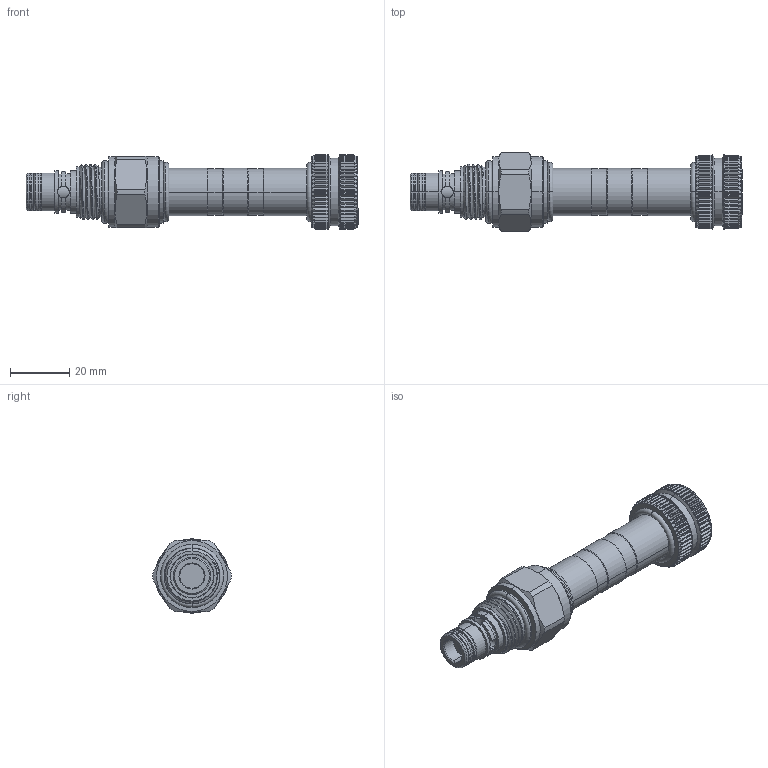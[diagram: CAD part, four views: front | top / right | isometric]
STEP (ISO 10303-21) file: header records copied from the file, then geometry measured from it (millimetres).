
FILE_DESCRIPTION (( 'STEP AP203' ), '1' );
FILE_NAME ('EP08W2C51N04.STEP', '2020-03-31T03:09:25', ( '' ), ( '' ), 'SwSTEP 2.0', 'SolidWorks 2018', '' );
FILE_SCHEMA (( 'CONFIG_CONTROL_DESIGN' ));
Length unit declared in the file: millimetre
Products named in the file (1): EP08W2C51N04
Bounding box: 112.04 x 26.66 x 25 mm (x, y, z)
Volume: 30156.4 mm3; surface area: 10680 mm2
Topology: 5 solids, 5 shells, 1012 faces, 2674 edges, 1688 vertices
Faces by surface type: plane 428, cylinder 411, cone 138, torus 26, bspline 9
Entity records: 36211 total; most frequent: CARTESIAN_POINT 11987, ORIENTED_EDGE 5348, DIRECTION 4764, EDGE_CURVE 2674, AXIS2_PLACEMENT_3D 1845, VERTEX_POINT 1688, LINE 1074, VECTOR 1074
